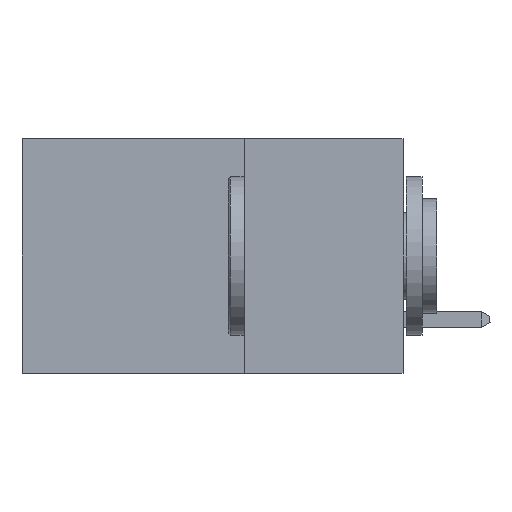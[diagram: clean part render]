
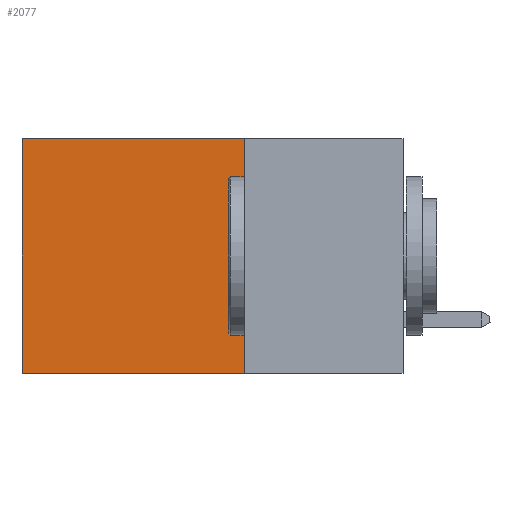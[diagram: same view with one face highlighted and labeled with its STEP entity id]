
A CAD part, left-side view. The second image highlights one B-rep face of the part: STEP entity #2077.
In plain terms, the highlighted planar face has unit normal (-1, 0, 0).
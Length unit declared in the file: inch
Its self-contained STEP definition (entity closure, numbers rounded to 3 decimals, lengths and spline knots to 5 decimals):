
#296 = EDGE_CURVE ( 'NONE', #17553, #41752, #7830, .T. ) ;
#1940 = VECTOR ( 'NONE', #7889, 39.37008 ) ;
#2077 = ADVANCED_FACE ( 'NONE', ( #2377 ), #27260, .F. ) ;
#2377 = FACE_OUTER_BOUND ( 'NONE', #11852, .T. ) ;
#3613 = ORIENTED_EDGE ( 'NONE', *, *, #43228, .F. ) ;
#5218 = ORIENTED_EDGE ( 'NONE', *, *, #33587, .T. ) ;
#6785 = CARTESIAN_POINT ( 'NONE',  ( 0.2875, 0.6, -0.37 ) ) ;
#7830 = LINE ( 'NONE', #22828, #30873 ) ;
#7889 = DIRECTION ( 'NONE',  ( 0., 1., 0. ) ) ;
#11847 = CARTESIAN_POINT ( 'NONE',  ( 0.2875, 0.25, -0.37 ) ) ;
#11852 = EDGE_LOOP ( 'NONE', ( #5218, #39972, #3613, #42555 ) ) ;
#11901 = DIRECTION ( 'NONE',  ( 0., 1., 0. ) ) ;
#11918 = CARTESIAN_POINT ( 'NONE',  ( 0.2875, 0.25, 0. ) ) ;
#12046 = DIRECTION ( 'NONE',  ( 0., 0., -1. ) ) ;
#12372 = CARTESIAN_POINT ( 'NONE',  ( 0.2875, 0.25, 0. ) ) ;
#17263 = LINE ( 'NONE', #11918, #43930 ) ;
#17553 = VERTEX_POINT ( 'NONE', #42712 ) ;
#18477 = LINE ( 'NONE', #31403, #23796 ) ;
#22828 = CARTESIAN_POINT ( 'NONE',  ( 0.2875, 0.25, 0. ) ) ;
#23606 = DIRECTION ( 'NONE',  ( 1., 0., 0. ) ) ;
#23796 = VECTOR ( 'NONE', #12046, 39.37008 ) ;
#26279 = AXIS2_PLACEMENT_3D ( 'NONE', #12372, #23606, #42303 ) ;
#27260 = PLANE ( 'NONE',  #26279 ) ;
#30607 = DIRECTION ( 'NONE',  ( 0., 0., -1. ) ) ;
#30873 = VECTOR ( 'NONE', #11901, 39.37008 ) ;
#31403 = CARTESIAN_POINT ( 'NONE',  ( 0.2875, 0.6, 0. ) ) ;
#33587 = EDGE_CURVE ( 'NONE', #41752, #43630, #18477, .T. ) ;
#33850 = LINE ( 'NONE', #11847, #1940 ) ;
#35886 = VERTEX_POINT ( 'NONE', #42331 ) ;
#36415 = EDGE_CURVE ( 'NONE', #35886, #43630, #33850, .T. ) ;
#39972 = ORIENTED_EDGE ( 'NONE', *, *, #36415, .F. ) ;
#41752 = VERTEX_POINT ( 'NONE', #44392 ) ;
#42303 = DIRECTION ( 'NONE',  ( 0., 0., -1. ) ) ;
#42331 = CARTESIAN_POINT ( 'NONE',  ( 0.2875, 0.25, -0.37 ) ) ;
#42555 = ORIENTED_EDGE ( 'NONE', *, *, #296, .T. ) ;
#42712 = CARTESIAN_POINT ( 'NONE',  ( 0.2875, 0.25, 0. ) ) ;
#43228 = EDGE_CURVE ( 'NONE', #17553, #35886, #17263, .T. ) ;
#43630 = VERTEX_POINT ( 'NONE', #6785 ) ;
#43930 = VECTOR ( 'NONE', #30607, 39.37008 ) ;
#44392 = CARTESIAN_POINT ( 'NONE',  ( 0.2875, 0.6, 0. ) ) ;
